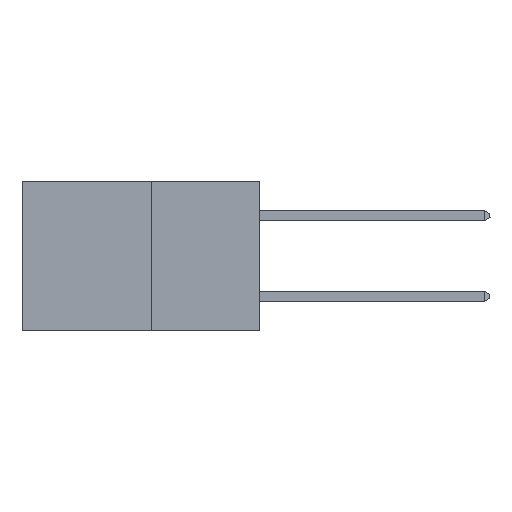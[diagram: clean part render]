
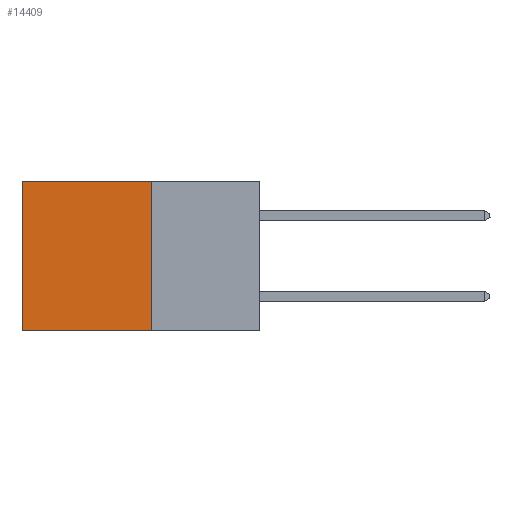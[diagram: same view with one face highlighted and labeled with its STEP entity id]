
A CAD part, left-side view. The second image highlights one B-rep face of the part: STEP entity #14409.
In plain terms, the highlighted planar face has unit normal (-1, 0, 0).
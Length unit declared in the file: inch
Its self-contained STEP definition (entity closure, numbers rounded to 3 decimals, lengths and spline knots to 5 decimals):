
#1085 = LINE ( 'NONE', #9459, #13721 ) ;
#1710 = LINE ( 'NONE', #9682, #27770 ) ;
#3633 = PLANE ( 'NONE',  #5580 ) ;
#5580 = AXIS2_PLACEMENT_3D ( 'NONE', #21366, #8687, #26408 ) ;
#6436 = ORIENTED_EDGE ( 'NONE', *, *, #7722, .F. ) ;
#7092 = CARTESIAN_POINT ( 'NONE',  ( 0.277, 0.27, -0.37 ) ) ;
#7722 = EDGE_CURVE ( 'NONE', #28722, #14086, #1085, .T. ) ;
#8687 = DIRECTION ( 'NONE',  ( 1., 0., 0. ) ) ;
#9297 = DIRECTION ( 'NONE',  ( 0., 0., -1. ) ) ;
#9459 = CARTESIAN_POINT ( 'NONE',  ( 0.277, 0.27, -0.37 ) ) ;
#9682 = CARTESIAN_POINT ( 'NONE',  ( 0.277, 0.27, 0. ) ) ;
#11742 = CARTESIAN_POINT ( 'NONE',  ( 0.277, 0.59, -0.37 ) ) ;
#13271 = CARTESIAN_POINT ( 'NONE',  ( 0.277, 0.27, 0. ) ) ;
#13721 = VECTOR ( 'NONE', #9297, 39.37008 ) ;
#14086 = VERTEX_POINT ( 'NONE', #7092 ) ;
#14088 = EDGE_LOOP ( 'NONE', ( #19795, #27778, #6436, #31252 ) ) ;
#14409 = ADVANCED_FACE ( 'NONE', ( #21189 ), #3633, .F. ) ;
#16111 = DIRECTION ( 'NONE',  ( 0., 1., 0. ) ) ;
#16714 = EDGE_CURVE ( 'NONE', #31146, #21944, #25334, .T. ) ;
#17286 = CARTESIAN_POINT ( 'NONE',  ( 0.277, 0.59, 0. ) ) ;
#17812 = VECTOR ( 'NONE', #26771, 39.37008 ) ;
#18201 = LINE ( 'NONE', #31158, #31501 ) ;
#19795 = ORIENTED_EDGE ( 'NONE', *, *, #16714, .T. ) ;
#21189 = FACE_OUTER_BOUND ( 'NONE', #14088, .T. ) ;
#21366 = CARTESIAN_POINT ( 'NONE',  ( 0.277, 0.27, -0.37 ) ) ;
#21944 = VERTEX_POINT ( 'NONE', #11742 ) ;
#25334 = LINE ( 'NONE', #29209, #17812 ) ;
#26408 = DIRECTION ( 'NONE',  ( 0., 0., -1. ) ) ;
#26771 = DIRECTION ( 'NONE',  ( 0., 0., -1. ) ) ;
#27770 = VECTOR ( 'NONE', #32431, 39.37008 ) ;
#27778 = ORIENTED_EDGE ( 'NONE', *, *, #29367, .F. ) ;
#28722 = VERTEX_POINT ( 'NONE', #13271 ) ;
#29209 = CARTESIAN_POINT ( 'NONE',  ( 0.277, 0.59, -0.37 ) ) ;
#29367 = EDGE_CURVE ( 'NONE', #14086, #21944, #18201, .T. ) ;
#31146 = VERTEX_POINT ( 'NONE', #17286 ) ;
#31158 = CARTESIAN_POINT ( 'NONE',  ( 0.277, 0.27, -0.37 ) ) ;
#31252 = ORIENTED_EDGE ( 'NONE', *, *, #32562, .T. ) ;
#31501 = VECTOR ( 'NONE', #16111, 39.37008 ) ;
#32431 = DIRECTION ( 'NONE',  ( 0., 1., 0. ) ) ;
#32562 = EDGE_CURVE ( 'NONE', #28722, #31146, #1710, .T. ) ;
